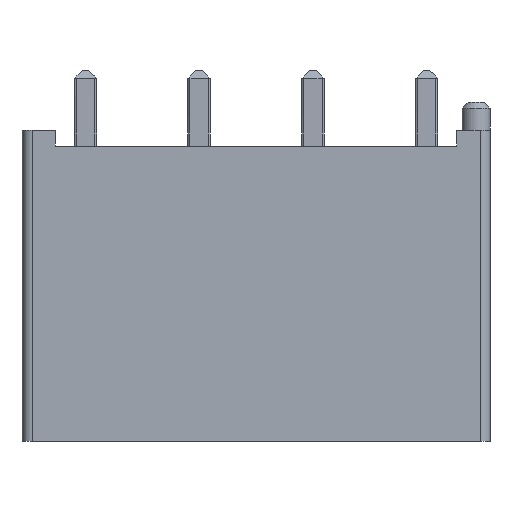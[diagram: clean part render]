
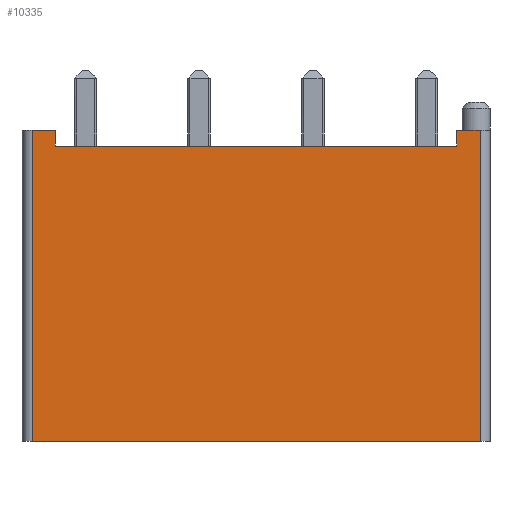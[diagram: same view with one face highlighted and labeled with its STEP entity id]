
A CAD part, front view. The second image highlights one B-rep face of the part: STEP entity #10335.
In plain terms, the highlighted planar face has unit normal (0, -1, 0).
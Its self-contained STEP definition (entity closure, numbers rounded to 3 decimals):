
#1146=DIRECTION('',(1.,0.,0.));
#1147=VECTOR('',#1146,1.158);
#1148=CARTESIAN_POINT('',(-41.164,-2.919,13.473));
#1149=LINE('',#1148,#1147);
#1180=DIRECTION('',(1.,0.,0.));
#1181=VECTOR('',#1180,1.158);
#1182=CARTESIAN_POINT('',(-19.872,-2.919,13.473));
#1183=LINE('',#1182,#1181);
#2832=DIRECTION('',(0.,0.,1.));
#2833=VECTOR('',#2832,15.6);
#2834=CARTESIAN_POINT('',(-18.714,-2.919,-2.127));
#2835=LINE('',#2834,#2833);
#2840=DIRECTION('',(-1.,0.,0.));
#2841=VECTOR('',#2840,20.134);
#2842=CARTESIAN_POINT('',(-19.872,-2.919,12.673));
#2843=LINE('',#2842,#2841);
#2844=DIRECTION('',(0.,0.,1.));
#2845=VECTOR('',#2844,0.8);
#2846=CARTESIAN_POINT('',(-19.872,-2.919,12.673));
#2847=LINE('',#2846,#2845);
#2848=DIRECTION('',(1.,0.,0.));
#2849=VECTOR('',#2848,22.45);
#2850=CARTESIAN_POINT('',(-41.164,-2.919,-2.127));
#2851=LINE('',#2850,#2849);
#2872=DIRECTION('',(0.,0.,-1.));
#2873=VECTOR('',#2872,15.6);
#2874=CARTESIAN_POINT('',(-41.164,-2.919,13.473));
#2875=LINE('',#2874,#2873);
#2876=DIRECTION('',(0.,0.,1.));
#2877=VECTOR('',#2876,0.8);
#2878=CARTESIAN_POINT('',(-40.006,-2.919,12.673));
#2879=LINE('',#2878,#2877);
#5053=CARTESIAN_POINT('',(-41.164,-2.919,-2.127));
#5055=VERTEX_POINT('',#5053);
#5462=CARTESIAN_POINT('',(-18.714,-2.919,-2.127));
#5463=VERTEX_POINT('',#5462);
#6267=CARTESIAN_POINT('',(-41.164,-2.919,13.473));
#6268=CARTESIAN_POINT('',(-40.006,-2.919,13.473));
#6269=VERTEX_POINT('',#6267);
#6270=VERTEX_POINT('',#6268);
#6295=CARTESIAN_POINT('',(-18.714,-2.919,13.473));
#6297=VERTEX_POINT('',#6295);
#6307=CARTESIAN_POINT('',(-19.872,-2.919,13.473));
#6308=VERTEX_POINT('',#6307);
#6319=CARTESIAN_POINT('',(-40.006,-2.919,12.673));
#6320=VERTEX_POINT('',#6319);
#6347=CARTESIAN_POINT('',(-19.872,-2.919,12.673));
#6348=VERTEX_POINT('',#6347);
#10317=CARTESIAN_POINT('',(-30.114,-2.919,12.343));
#10318=DIRECTION('',(0.,-1.,0.));
#10319=DIRECTION('',(-1.,0.,0.));
#10320=AXIS2_PLACEMENT_3D('',#10317,#10318,#10319);
#10321=PLANE('',#10320);
#10322=ORIENTED_EDGE('',*,*,#8443,.F.);
#10324=ORIENTED_EDGE('',*,*,#10323,.T.);
#10325=ORIENTED_EDGE('',*,*,#8016,.T.);
#10326=ORIENTED_EDGE('',*,*,#10309,.F.);
#10327=ORIENTED_EDGE('',*,*,#6396,.F.);
#10329=ORIENTED_EDGE('',*,*,#10328,.F.);
#10330=ORIENTED_EDGE('',*,*,#7992,.T.);
#10332=ORIENTED_EDGE('',*,*,#10331,.F.);
#10333=EDGE_LOOP('',(#10322,#10324,#10325,#10326,#10327,#10329,#10330,#10332));
#10334=FACE_OUTER_BOUND('',#10333,.F.);
#10335=ADVANCED_FACE('',(#10334),#10321,.T.);
#6396=EDGE_CURVE('',#5055,#5463,#2851,.T.);
#7992=EDGE_CURVE('',#6269,#6270,#1149,.T.);
#8016=EDGE_CURVE('',#6308,#6297,#1183,.T.);
#8443=EDGE_CURVE('',#6348,#6320,#2843,.T.);
#10309=EDGE_CURVE('',#5463,#6297,#2835,.T.);
#10323=EDGE_CURVE('',#6348,#6308,#2847,.T.);
#10328=EDGE_CURVE('',#6269,#5055,#2875,.T.);
#10331=EDGE_CURVE('',#6320,#6270,#2879,.T.);
